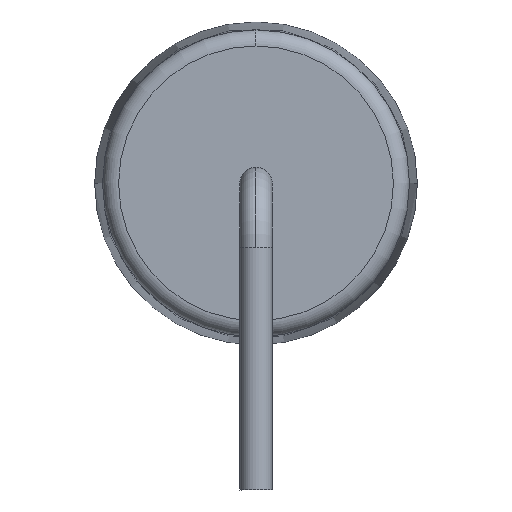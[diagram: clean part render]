
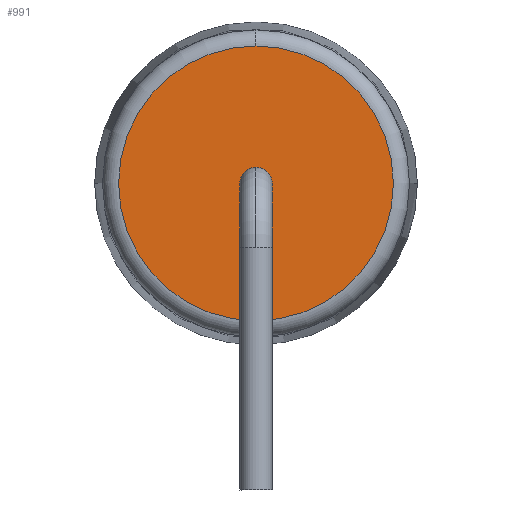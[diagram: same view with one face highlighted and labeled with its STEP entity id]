
A CAD part, left-side view. The second image highlights one B-rep face of the part: STEP entity #991.
In plain terms, the highlighted planar face has unit normal (-1, 0, 0).
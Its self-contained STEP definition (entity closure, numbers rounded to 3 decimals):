
#750=CARTESIAN_POINT('',(-19.0,0.,0.595));
#751=VERTEX_POINT('',#750);
#767=CARTESIAN_POINT('',(-19.0,0.,7.405));
#768=VERTEX_POINT('',#767);
#776=CARTESIAN_POINT('',(-19.0,0.,4.));
#777=DIRECTION('',(1.0,0.0,0.0));
#778=DIRECTION('',(0.0,-1.0,0.0));
#779=AXIS2_PLACEMENT_3D('',#776,#777,#778);
#780=CIRCLE('',#779,3.405);
#781=EDGE_CURVE('',#768,#751,#780,.T.);
#940=CARTESIAN_POINT('',(-19.0,3.405,4.));
#941=VERTEX_POINT('',#940);
#942=CARTESIAN_POINT('',(-19.0,0.,4.));
#943=DIRECTION('',(1.0,0.0,0.0));
#944=DIRECTION('',(0.0,-1.0,0.0));
#945=AXIS2_PLACEMENT_3D('',#942,#943,#944);
#946=CIRCLE('',#945,3.405);
#947=EDGE_CURVE('',#751,#941,#946,.T.);
#949=CARTESIAN_POINT('',(-19.0,0.,4.));
#950=DIRECTION('',(1.0,0.0,0.0));
#951=DIRECTION('',(0.0,-1.0,0.0));
#952=AXIS2_PLACEMENT_3D('',#949,#950,#951);
#953=CIRCLE('',#952,3.405);
#954=EDGE_CURVE('',#941,#768,#953,.T.);
#981=CARTESIAN_POINT('',(-19.0,0.,4.));
#982=DIRECTION('',(1.0,0.0,0.0));
#983=DIRECTION('',(0.0,0.0,-1.0));
#984=AXIS2_PLACEMENT_3D('',#981,#982,#983);
#985=PLANE('',#984);
#986=ORIENTED_EDGE('',*,*,#954,.F.);
#987=ORIENTED_EDGE('',*,*,#947,.F.);
#988=ORIENTED_EDGE('',*,*,#781,.F.);
#989=EDGE_LOOP('',(#986,#987,#988));
#990=FACE_OUTER_BOUND('',#989,.T.);
#991=ADVANCED_FACE('',(#990),#985,.F.);
